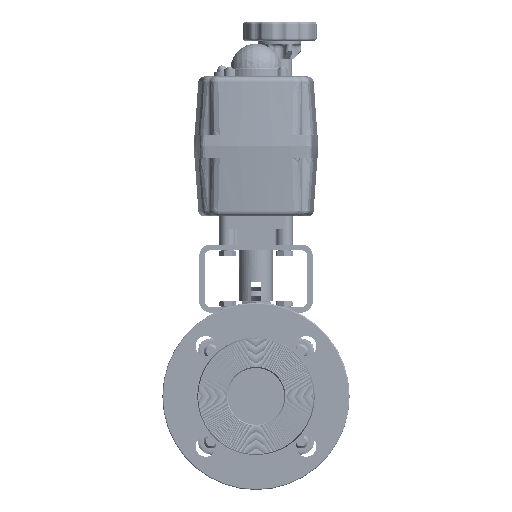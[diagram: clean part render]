
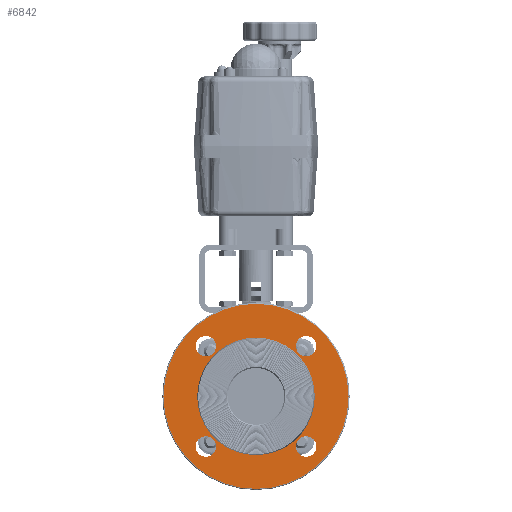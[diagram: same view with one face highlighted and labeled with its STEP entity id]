
A CAD part, left-side view. The second image highlights one B-rep face of the part: STEP entity #6842.
In plain terms, the highlighted planar face has unit normal (-1, 0, 0).
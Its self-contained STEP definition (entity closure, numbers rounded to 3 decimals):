
#6842=ADVANCED_FACE('',(#18463,#18464,#18465,#18466,#18467,#18468),#18469,.T.);
#18463=FACE_OUTER_BOUND('',#35749,.T.);
#18464=FACE_BOUND('',#35750,.T.);
#18465=FACE_BOUND('',#35751,.T.);
#18466=FACE_BOUND('',#35752,.T.);
#18467=FACE_BOUND('',#35753,.T.);
#18468=FACE_BOUND('',#35754,.T.);
#18469=PLANE('',#35755);
#35749=EDGE_LOOP('',(#80422,#80423));
#35750=EDGE_LOOP('',(#80424,#80425));
#35751=EDGE_LOOP('',(#80426,#80427));
#35752=EDGE_LOOP('',(#80428,#80429));
#35753=EDGE_LOOP('',(#80430,#80431));
#35754=EDGE_LOOP('',(#80432,#80433));
#35755=AXIS2_PLACEMENT_3D('',#80434,#80435,#80436);
#80422=ORIENTED_EDGE('',*,*,#125232,.T.);
#80423=ORIENTED_EDGE('',*,*,#126116,.T.);
#80424=ORIENTED_EDGE('',*,*,#126099,.T.);
#80425=ORIENTED_EDGE('',*,*,#125260,.T.);
#80426=ORIENTED_EDGE('',*,*,#126102,.T.);
#80427=ORIENTED_EDGE('',*,*,#125255,.T.);
#80428=ORIENTED_EDGE('',*,*,#126105,.T.);
#80429=ORIENTED_EDGE('',*,*,#125250,.T.);
#80430=ORIENTED_EDGE('',*,*,#126108,.T.);
#80431=ORIENTED_EDGE('',*,*,#125245,.T.);
#80432=ORIENTED_EDGE('',*,*,#125226,.F.);
#80433=ORIENTED_EDGE('',*,*,#126118,.F.);
#80434=CARTESIAN_POINT('',(-78.15,0.,66.652));
#80435=DIRECTION('',(-1.0,0.0,0.0));
#80436=DIRECTION('',(0.0,0.0,1.0));
#125226=EDGE_CURVE('',#144207,#144204,#144209,.T.);
#125232=EDGE_CURVE('',#144212,#144218,#144220,.T.);
#125245=EDGE_CURVE('',#144235,#144239,#144241,.T.);
#125250=EDGE_CURVE('',#144244,#144248,#144250,.T.);
#125255=EDGE_CURVE('',#144253,#144257,#144259,.T.);
#125260=EDGE_CURVE('',#144262,#144266,#144268,.T.);
#126099=EDGE_CURVE('',#144266,#144262,#145483,.T.);
#126102=EDGE_CURVE('',#144257,#144253,#145486,.T.);
#126105=EDGE_CURVE('',#144248,#144244,#145489,.T.);
#126108=EDGE_CURVE('',#144239,#144235,#145492,.T.);
#126116=EDGE_CURVE('',#144218,#144212,#145500,.T.);
#126118=EDGE_CURVE('',#144204,#144207,#145502,.T.);
#144204=VERTEX_POINT('',#171507);
#144207=VERTEX_POINT('',#171511);
#144209=CIRCLE('',#171514,51.804);
#144212=VERTEX_POINT('',#171517);
#144218=VERTEX_POINT('',#171523);
#144220=CIRCLE('',#171525,81.5);
#144235=VERTEX_POINT('',#171542);
#144239=VERTEX_POINT('',#171547);
#144241=CIRCLE('',#171550,9.0);
#144244=VERTEX_POINT('',#171553);
#144248=VERTEX_POINT('',#171558);
#144250=CIRCLE('',#171561,9.0);
#144253=VERTEX_POINT('',#171564);
#144257=VERTEX_POINT('',#171569);
#144259=CIRCLE('',#171572,9.0);
#144262=VERTEX_POINT('',#171575);
#144266=VERTEX_POINT('',#171580);
#144268=CIRCLE('',#171583,9.0);
#145483=CIRCLE('',#173285,9.0);
#145486=CIRCLE('',#173288,9.0);
#145489=CIRCLE('',#173291,9.0);
#145492=CIRCLE('',#173294,9.0);
#145500=CIRCLE('',#173302,81.5);
#145502=CIRCLE('',#173304,51.804);
#171507=CARTESIAN_POINT('',(-78.15,0.,51.804));
#171511=CARTESIAN_POINT('',(-78.15,0.,-51.804));
#171514=AXIS2_PLACEMENT_3D('',#217802,#217803,#217804);
#171517=CARTESIAN_POINT('',(-78.15,0.,81.5));
#171523=CARTESIAN_POINT('',(-78.15,0.,-81.5));
#171525=AXIS2_PLACEMENT_3D('',#217817,#217818,#217819);
#171542=CARTESIAN_POINT('',(-78.15,53.194,44.194));
#171547=CARTESIAN_POINT('',(-78.15,35.194,44.194));
#171550=AXIS2_PLACEMENT_3D('',#217839,#217840,#217841);
#171553=CARTESIAN_POINT('',(-78.15,53.194,-44.194));
#171558=CARTESIAN_POINT('',(-78.15,35.194,-44.194));
#171561=AXIS2_PLACEMENT_3D('',#217847,#217848,#217849);
#171564=CARTESIAN_POINT('',(-78.15,-35.194,44.194));
#171569=CARTESIAN_POINT('',(-78.15,-53.194,44.194));
#171572=AXIS2_PLACEMENT_3D('',#217855,#217856,#217857);
#171575=CARTESIAN_POINT('',(-78.15,-35.194,-44.194));
#171580=CARTESIAN_POINT('',(-78.15,-53.194,-44.194));
#171583=AXIS2_PLACEMENT_3D('',#217863,#217864,#217865);
#173285=AXIS2_PLACEMENT_3D('',#219163,#219164,#219165);
#173288=AXIS2_PLACEMENT_3D('',#219169,#219170,#219171);
#173291=AXIS2_PLACEMENT_3D('',#219175,#219176,#219177);
#173294=AXIS2_PLACEMENT_3D('',#219181,#219182,#219183);
#173302=AXIS2_PLACEMENT_3D('',#219196,#219197,#219198);
#173304=AXIS2_PLACEMENT_3D('',#219199,#219200,#219201);
#217802=CARTESIAN_POINT('',(-78.15,0.,0.));
#217803=DIRECTION('',(-1.0,0.0,0.0));
#217804=DIRECTION('',(0.0,0.0,1.0));
#217817=CARTESIAN_POINT('',(-78.15,0.,0.));
#217818=DIRECTION('',(-1.0,0.0,0.0));
#217819=DIRECTION('',(0.0,0.0,1.0));
#217839=CARTESIAN_POINT('',(-78.15,44.194,44.194));
#217840=DIRECTION('',(1.0,0.0,0.0));
#217841=DIRECTION('',(0.0,1.0,0.0));
#217847=CARTESIAN_POINT('',(-78.15,44.194,-44.194));
#217848=DIRECTION('',(1.0,0.0,0.0));
#217849=DIRECTION('',(0.0,1.0,0.0));
#217855=CARTESIAN_POINT('',(-78.15,-44.194,44.194));
#217856=DIRECTION('',(1.0,0.0,0.0));
#217857=DIRECTION('',(0.0,1.0,0.0));
#217863=CARTESIAN_POINT('',(-78.15,-44.194,-44.194));
#217864=DIRECTION('',(1.0,0.0,0.0));
#217865=DIRECTION('',(0.0,1.0,0.0));
#219163=CARTESIAN_POINT('',(-78.15,-44.194,-44.194));
#219164=DIRECTION('',(1.0,0.0,0.0));
#219165=DIRECTION('',(0.0,1.0,0.0));
#219169=CARTESIAN_POINT('',(-78.15,-44.194,44.194));
#219170=DIRECTION('',(1.0,0.0,0.0));
#219171=DIRECTION('',(0.0,1.0,0.0));
#219175=CARTESIAN_POINT('',(-78.15,44.194,-44.194));
#219176=DIRECTION('',(1.0,0.0,0.0));
#219177=DIRECTION('',(0.0,1.0,0.0));
#219181=CARTESIAN_POINT('',(-78.15,44.194,44.194));
#219182=DIRECTION('',(1.0,0.0,0.0));
#219183=DIRECTION('',(0.0,1.0,0.0));
#219196=CARTESIAN_POINT('',(-78.15,0.,0.));
#219197=DIRECTION('',(-1.0,0.0,0.0));
#219198=DIRECTION('',(0.0,0.0,1.0));
#219199=CARTESIAN_POINT('',(-78.15,0.,0.));
#219200=DIRECTION('',(-1.0,0.0,0.0));
#219201=DIRECTION('',(0.0,0.0,1.0));
